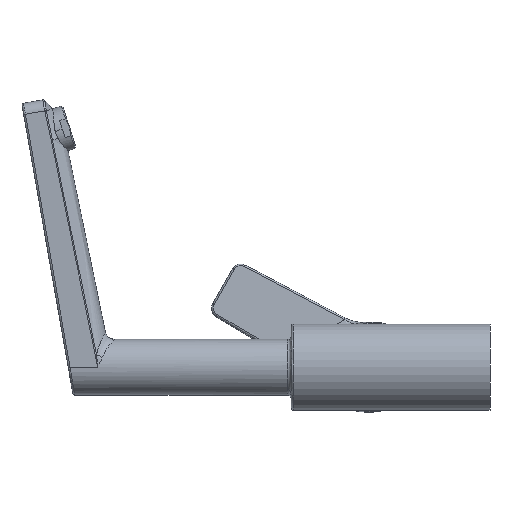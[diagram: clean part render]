
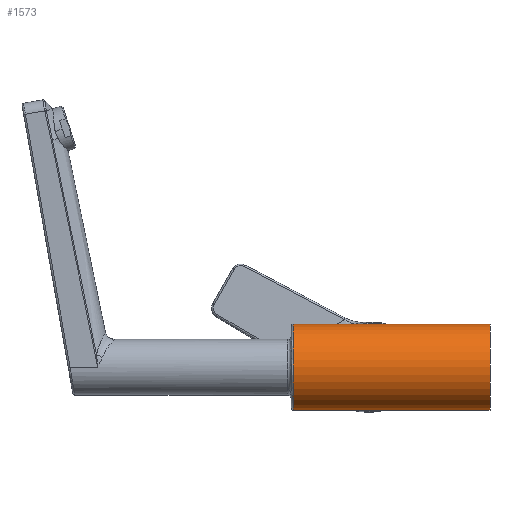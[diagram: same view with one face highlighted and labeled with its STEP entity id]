
A CAD part, left-side view. The second image highlights one B-rep face of the part: STEP entity #1573.
In plain terms, the highlighted cylindrical face has radius 23.25 mm (diameter 46.5 mm), a partial arc.
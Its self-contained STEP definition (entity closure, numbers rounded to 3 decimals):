
#367 = VERTEX_POINT ( 'NONE', #4317 ) ;
#388 = CARTESIAN_POINT ( 'NONE',  ( 0., 106.15, 0. ) ) ;
#546 = CARTESIAN_POINT ( 'NONE',  ( 0., 180.15, 0. ) ) ;
#654 = CARTESIAN_POINT ( 'NONE',  ( -0.368, 57.455, 23.247 ) ) ;
#682 = CARTESIAN_POINT ( 'NONE',  ( -0.368, 56.624, -23.247 ) ) ;
#765 = CARTESIAN_POINT ( 'NONE',  ( 0., 180.15, 23.25 ) ) ;
#992 = AXIS2_PLACEMENT_3D ( 'NONE', #546, #9184, #2157 ) ;
#1173 = LINE ( 'NONE', #5983, #9819 ) ;
#1325 = DIRECTION ( 'NONE',  ( 0., 1., 0. ) ) ;
#1371 = CARTESIAN_POINT ( 'NONE',  ( -0.214, 54.133, 23.249 ) ) ;
#1437 = CYLINDRICAL_SURFACE ( 'NONE', #992, 23.25 ) ;
#1512 = CARTESIAN_POINT ( 'NONE',  ( -0.244, 58.567, 23.25 ) ) ;
#1573 = ADVANCED_FACE ( 'NONE', ( #7257 ), #1437, .T. ) ;
#1664 = DIRECTION ( 'NONE',  ( 0., -1., 0. ) ) ;
#1665 = CARTESIAN_POINT ( 'NONE',  ( -0.291, 57.863, -23.248 ) ) ;
#2004 = CARTESIAN_POINT ( 'NONE',  ( 0., 180.15, -23.25 ) ) ;
#2047 = VERTEX_POINT ( 'NONE', #10035 ) ;
#2095 = CARTESIAN_POINT ( 'NONE',  ( 0., 0., -23.25 ) ) ;
#2157 = DIRECTION ( 'NONE',  ( 0., 0., -1. ) ) ;
#2220 = CARTESIAN_POINT ( 'NONE',  ( 0., 0., 0. ) ) ;
#2285 = DIRECTION ( 'NONE',  ( 1., 0., 0. ) ) ;
#2361 = CARTESIAN_POINT ( 'NONE',  ( -0.36, 56.9, -23.247 ) ) ;
#2364 = VECTOR ( 'NONE', #5131, 1000. ) ;
#2938 = LINE ( 'NONE', #4246, #2364 ) ;
#3188 = CARTESIAN_POINT ( 'NONE',  ( -0.122, 53.587, 23.25 ) ) ;
#3385 = CARTESIAN_POINT ( 'NONE',  ( -0.214, 54.131, -23.249 ) ) ;
#3581 = B_SPLINE_CURVE_WITH_KNOTS ( 'NONE', 3,
 ( #8541, #9289, #3385, #5077, #4116, #682, #2361, #8417, #7681, #10282, #1665, #4240, #9323, #5941 ),
 .UNSPECIFIED., .F., .F.,
 ( 4, 2, 2, 2, 2, 2, 4 ),
 ( 0.415, 0.485, 0.556, 0.591, 0.609, 0.626, 0.697 ),
 .UNSPECIFIED. ) ;
#3618 = LINE ( 'NONE', #2004, #9939 ) ;
#3860 = EDGE_CURVE ( 'NONE', #7754, #4890, #8326, .T. ) ;
#4089 = AXIS2_PLACEMENT_3D ( 'NONE', #388, #1325, #5672 ) ;
#4116 = CARTESIAN_POINT ( 'NONE',  ( -0.368, 55.794, -23.247 ) ) ;
#4119 = EDGE_LOOP ( 'NONE', ( #10526, #9014, #8229, #6281, #7037, #7743, #4265, #7999 ) ) ;
#4240 = CARTESIAN_POINT ( 'NONE',  ( -0.214, 58.561, -23.249 ) ) ;
#4246 = CARTESIAN_POINT ( 'NONE',  ( 0., 180.15, 23.25 ) ) ;
#4265 = ORIENTED_EDGE ( 'NONE', *, *, #6115, .F. ) ;
#4317 = CARTESIAN_POINT ( 'NONE',  ( 0., 59.648, 23.25 ) ) ;
#4680 = CARTESIAN_POINT ( 'NONE',  ( 0., 53.046, 23.25 ) ) ;
#4868 = B_SPLINE_CURVE_WITH_KNOTS ( 'NONE', 3,
 ( #10048, #3188, #1371, #8385, #9294, #654, #1512, #9217 ),
 .UNSPECIFIED., .F., .F.,
 ( 4, 2, 2, 4 ),
 ( 0.415, 0.485, 0.556, 0.697 ),
 .UNSPECIFIED. ) ;
#4890 = VERTEX_POINT ( 'NONE', #2095 ) ;
#4908 = CARTESIAN_POINT ( 'NONE',  ( 0., 106.15, 23.25 ) ) ;
#4957 = DIRECTION ( 'NONE',  ( 0., -1., 0. ) ) ;
#5077 = CARTESIAN_POINT ( 'NONE',  ( -0.337, 55.236, -23.248 ) ) ;
#5131 = DIRECTION ( 'NONE',  ( 0., -1., 0. ) ) ;
#5170 = CARTESIAN_POINT ( 'NONE',  ( 0., 0., 23.25 ) ) ;
#5672 = DIRECTION ( 'NONE',  ( 0., 0., -1. ) ) ;
#5941 = CARTESIAN_POINT ( 'NONE',  ( 0., 59.648, -23.25 ) ) ;
#5983 = CARTESIAN_POINT ( 'NONE',  ( 0., 180.15, -23.25 ) ) ;
#6030 = EDGE_CURVE ( 'NONE', #9505, #7775, #3581, .T. ) ;
#6115 = EDGE_CURVE ( 'NONE', #8603, #7754, #9148, .T. ) ;
#6281 = ORIENTED_EDGE ( 'NONE', *, *, #6030, .F. ) ;
#6429 = CARTESIAN_POINT ( 'NONE',  ( 0., 53.046, -23.25 ) ) ;
#6620 = DIRECTION ( 'NONE',  ( 0., -1., 0. ) ) ;
#6861 = CARTESIAN_POINT ( 'NONE',  ( 0., 59.648, -23.25 ) ) ;
#7037 = ORIENTED_EDGE ( 'NONE', *, *, #10994, .T. ) ;
#7091 = DIRECTION ( 'NONE',  ( 0., -1., 0. ) ) ;
#7257 = FACE_OUTER_BOUND ( 'NONE', #4119, .T. ) ;
#7533 = EDGE_CURVE ( 'NONE', #8603, #367, #4868, .T. ) ;
#7681 = CARTESIAN_POINT ( 'NONE',  ( -0.327, 57.452, -23.248 ) ) ;
#7743 = ORIENTED_EDGE ( 'NONE', *, *, #3860, .F. ) ;
#7754 = VERTEX_POINT ( 'NONE', #5170 ) ;
#7775 = VERTEX_POINT ( 'NONE', #6861 ) ;
#7911 = EDGE_CURVE ( 'NONE', #10051, #367, #2938, .T. ) ;
#7999 = ORIENTED_EDGE ( 'NONE', *, *, #7533, .T. ) ;
#8199 = EDGE_CURVE ( 'NONE', #2047, #10051, #10375, .T. ) ;
#8229 = ORIENTED_EDGE ( 'NONE', *, *, #9859, .T. ) ;
#8326 = CIRCLE ( 'NONE', #10397, 23.25 ) ;
#8385 = CARTESIAN_POINT ( 'NONE',  ( -0.337, 55.237, 23.248 ) ) ;
#8417 = CARTESIAN_POINT ( 'NONE',  ( -0.337, 57.314, -23.248 ) ) ;
#8541 = CARTESIAN_POINT ( 'NONE',  ( 0., 53.046, -23.25 ) ) ;
#8603 = VERTEX_POINT ( 'NONE', #4680 ) ;
#8620 = VECTOR ( 'NONE', #4957, 1000. ) ;
#9014 = ORIENTED_EDGE ( 'NONE', *, *, #8199, .F. ) ;
#9148 = LINE ( 'NONE', #765, #8620 ) ;
#9184 = DIRECTION ( 'NONE',  ( 0., -1., 0. ) ) ;
#9217 = CARTESIAN_POINT ( 'NONE',  ( 0., 59.648, 23.25 ) ) ;
#9289 = CARTESIAN_POINT ( 'NONE',  ( -0.122, 53.585, -23.25 ) ) ;
#9294 = CARTESIAN_POINT ( 'NONE',  ( -0.368, 55.793, 23.247 ) ) ;
#9323 = CARTESIAN_POINT ( 'NONE',  ( -0.122, 59.109, -23.25 ) ) ;
#9505 = VERTEX_POINT ( 'NONE', #6429 ) ;
#9819 = VECTOR ( 'NONE', #1664, 1000. ) ;
#9859 = EDGE_CURVE ( 'NONE', #2047, #7775, #1173, .T. ) ;
#9939 = VECTOR ( 'NONE', #7091, 1000. ) ;
#10035 = CARTESIAN_POINT ( 'NONE',  ( 0., 106.15, -23.25 ) ) ;
#10048 = CARTESIAN_POINT ( 'NONE',  ( 0., 53.046, 23.25 ) ) ;
#10051 = VERTEX_POINT ( 'NONE', #4908 ) ;
#10282 = CARTESIAN_POINT ( 'NONE',  ( -0.305, 57.727, -23.248 ) ) ;
#10375 = CIRCLE ( 'NONE', #4089, 23.25 ) ;
#10397 = AXIS2_PLACEMENT_3D ( 'NONE', #2220, #6620, #2285 ) ;
#10526 = ORIENTED_EDGE ( 'NONE', *, *, #7911, .F. ) ;
#10994 = EDGE_CURVE ( 'NONE', #9505, #4890, #3618, .T. ) ;
